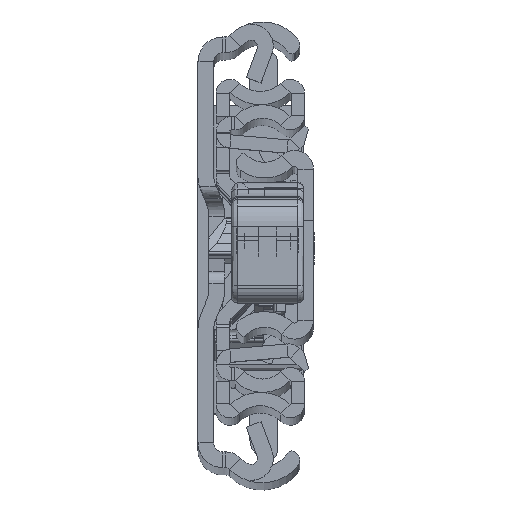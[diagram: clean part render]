
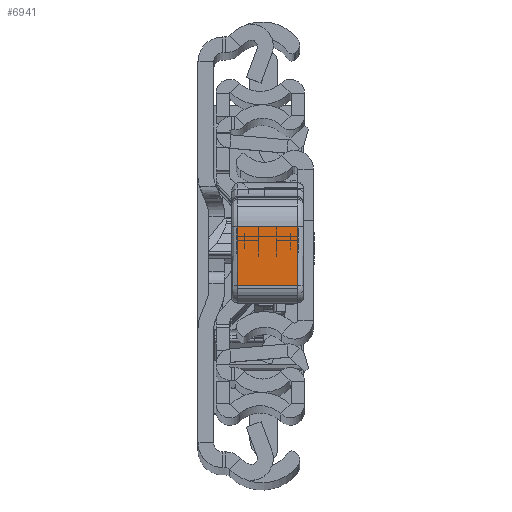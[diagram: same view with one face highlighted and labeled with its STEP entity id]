
A CAD part, top view. The second image highlights one B-rep face of the part: STEP entity #6941.
In plain terms, the highlighted face is planar.
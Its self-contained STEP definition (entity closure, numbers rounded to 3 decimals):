
#217 = EDGE_CURVE ( 'NONE', #24271, #7450, #12781, .T. ) ;
#949 = LINE ( 'NONE', #18564, #3059 ) ;
#2588 = ORIENTED_EDGE ( 'NONE', *, *, #22066, .T. ) ;
#3059 = VECTOR ( 'NONE', #4075, 1000. ) ;
#3128 = VECTOR ( 'NONE', #15714, 1000. ) ;
#3623 = VERTEX_POINT ( 'NONE', #29745 ) ;
#3686 = ORIENTED_EDGE ( 'NONE', *, *, #217, .T. ) ;
#4075 = DIRECTION ( 'NONE',  ( -0.027, -1., 0. ) ) ;
#4107 = ORIENTED_EDGE ( 'NONE', *, *, #7658, .T. ) ;
#4159 = CARTESIAN_POINT ( 'NONE',  ( 39.818, -2.465, 0. ) ) ;
#6634 = DIRECTION ( 'NONE',  ( -0.027, -1., 0. ) ) ;
#6941 = ADVANCED_FACE ( 'NONE', ( #29572 ), #16960, .F. ) ;
#7450 = VERTEX_POINT ( 'NONE', #32523 ) ;
#7658 = EDGE_CURVE ( 'NONE', #3623, #24271, #16220, .T. ) ;
#8245 = CARTESIAN_POINT ( 'NONE',  ( 39.55, -12.274, 0. ) ) ;
#8476 = LINE ( 'NONE', #18610, #23957 ) ;
#12781 = LINE ( 'NONE', #14944, #24266 ) ;
#14849 = CARTESIAN_POINT ( 'NONE',  ( 39.55, -12.274, 10. ) ) ;
#14944 = CARTESIAN_POINT ( 'NONE',  ( 39.818, -2.465, 11. ) ) ;
#15072 = VERTEX_POINT ( 'NONE', #14849 ) ;
#15714 = DIRECTION ( 'NONE',  ( 0.027, 1., 0. ) ) ;
#16220 = LINE ( 'NONE', #8245, #3128 ) ;
#16960 = PLANE ( 'NONE',  #31771 ) ;
#18564 = CARTESIAN_POINT ( 'NONE',  ( 39.55, -12.274, 10. ) ) ;
#18610 = CARTESIAN_POINT ( 'NONE',  ( 39.55, -12.274, 11. ) ) ;
#22066 = EDGE_CURVE ( 'NONE', #7450, #15072, #949, .T. ) ;
#23957 = VECTOR ( 'NONE', #28893, 1000. ) ;
#24266 = VECTOR ( 'NONE', #25092, 1000. ) ;
#24271 = VERTEX_POINT ( 'NONE', #4159 ) ;
#25092 = DIRECTION ( 'NONE',  ( 0., 0., 1. ) ) ;
#25506 = EDGE_CURVE ( 'NONE', #15072, #3623, #8476, .T. ) ;
#26161 = EDGE_LOOP ( 'NONE', ( #27289, #4107, #3686, #2588 ) ) ;
#27245 = CARTESIAN_POINT ( 'NONE',  ( 39.55, -12.274, 11. ) ) ;
#27289 = ORIENTED_EDGE ( 'NONE', *, *, #25506, .T. ) ;
#27396 = DIRECTION ( 'NONE',  ( -1., 0.027, 0. ) ) ;
#28893 = DIRECTION ( 'NONE',  ( 0., 0., -1. ) ) ;
#29572 = FACE_OUTER_BOUND ( 'NONE', #26161, .T. ) ;
#29745 = CARTESIAN_POINT ( 'NONE',  ( 39.55, -12.274, 0. ) ) ;
#31771 = AXIS2_PLACEMENT_3D ( 'NONE', #27245, #27396, #6634 ) ;
#32523 = CARTESIAN_POINT ( 'NONE',  ( 39.818, -2.465, 10. ) ) ;
